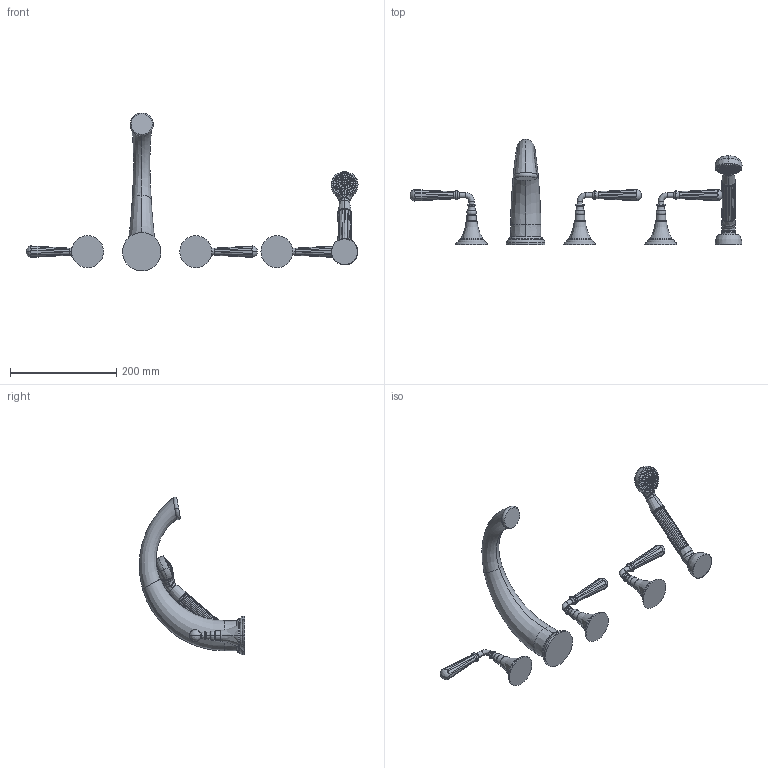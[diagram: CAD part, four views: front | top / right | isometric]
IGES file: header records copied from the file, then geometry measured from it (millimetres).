
Start section:  PTC IGES file: 3-1747.igs
Global section: file name: 3-1747.igs; native system: Creo Parametric by PTC Inc.; preprocessor: 2018400; author: jinson.thomas; organization: Unknown; date: 20210318.105431; units: inch
Bounding box: 623.58 x 198.07 x 296.67 mm (x, y, z)
Volume: 975522.9 mm3; surface area: 135212.9 mm2
Topology: 5 solids, 5 shells, 622 faces, 1360 edges, 815 vertices
Faces by surface type: revolution 366, bspline 256
